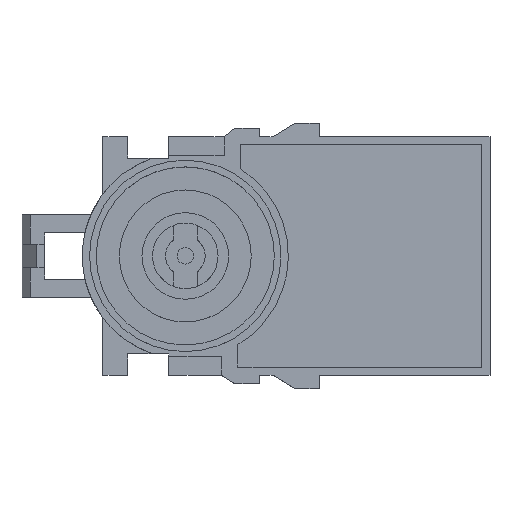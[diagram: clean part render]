
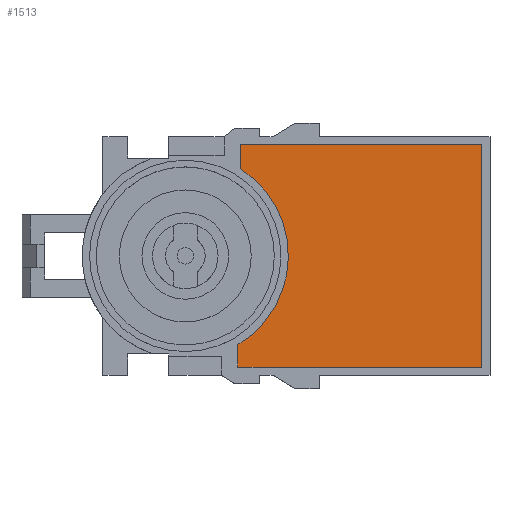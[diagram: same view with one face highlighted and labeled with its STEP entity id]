
A CAD part, top view. The second image highlights one B-rep face of the part: STEP entity #1513.
In plain terms, the highlighted planar face has unit normal (0, 0, 1).
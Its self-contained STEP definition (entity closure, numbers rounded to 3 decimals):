
#39=PLANE('',#1618);
#113=FACE_OUTER_BOUND('',#200,.T.);
#200=EDGE_LOOP('',(#1140,#1141,#1142,#1143,#1144,#1145));
#321=LINE('',#2250,#509);
#324=LINE('',#2255,#512);
#326=LINE('',#2259,#514);
#328=LINE('',#2263,#516);
#330=LINE('',#2267,#518);
#509=VECTOR('',#1802,10.);
#512=VECTOR('',#1807,10.);
#514=VECTOR('',#1811,10.);
#516=VECTOR('',#1815,10.);
#518=VECTOR('',#1819,10.);
#655=CIRCLE('',#1619,12.5);
#727=VERTEX_POINT('',#2247);
#728=VERTEX_POINT('',#2249);
#729=VERTEX_POINT('',#2253);
#730=VERTEX_POINT('',#2257);
#731=VERTEX_POINT('',#2261);
#732=VERTEX_POINT('',#2265);
#883=EDGE_CURVE('',#728,#727,#321,.T.);
#886=EDGE_CURVE('',#727,#729,#324,.T.);
#888=EDGE_CURVE('',#729,#730,#326,.T.);
#890=EDGE_CURVE('',#730,#731,#328,.T.);
#892=EDGE_CURVE('',#731,#732,#330,.T.);
#893=EDGE_CURVE('',#732,#728,#655,.T.);
#1140=ORIENTED_EDGE('',*,*,#883,.T.);
#1141=ORIENTED_EDGE('',*,*,#886,.T.);
#1142=ORIENTED_EDGE('',*,*,#888,.T.);
#1143=ORIENTED_EDGE('',*,*,#890,.T.);
#1144=ORIENTED_EDGE('',*,*,#892,.T.);
#1145=ORIENTED_EDGE('',*,*,#893,.T.);
#1513=ADVANCED_FACE('',(#113),#39,.F.);
#1618=AXIS2_PLACEMENT_3D('',#2268,#1820,#1821);
#1619=AXIS2_PLACEMENT_3D('',#2269,#1822,#1823);
#1802=DIRECTION('',(0.,-1.,0.));
#1807=DIRECTION('',(1.,0.,0.));
#1811=DIRECTION('',(0.,1.,0.));
#1815=DIRECTION('',(-1.,0.,0.));
#1819=DIRECTION('',(0.,-1.,0.));
#1820=DIRECTION('center_axis',(0.,0.,-1.));
#1821=DIRECTION('ref_axis',(-1.,0.,0.));
#1822=DIRECTION('center_axis',(0.,0.,-1.));
#1823=DIRECTION('ref_axis',(1.,0.,0.));
#2247=CARTESIAN_POINT('',(6.386,-13.475,0.));
#2249=CARTESIAN_POINT('',(6.386,-10.745,0.));
#2250=CARTESIAN_POINT('',(6.386,-6.738,0.));
#2253=CARTESIAN_POINT('',(35.95,-13.475,0.));
#2255=CARTESIAN_POINT('',(24.713,-13.475,0.));
#2257=CARTESIAN_POINT('',(35.95,13.475,0.));
#2259=CARTESIAN_POINT('',(35.95,6.738,0.));
#2261=CARTESIAN_POINT('',(6.689,13.475,0.));
#2263=CARTESIAN_POINT('',(10.082,13.475,0.));
#2265=CARTESIAN_POINT('',(6.689,10.56,0.));
#2267=CARTESIAN_POINT('',(6.689,5.28,0.));
#2268=CARTESIAN_POINT('Origin',(13.475,0.,0.));
#2269=CARTESIAN_POINT('Origin',(0.,0.,0.));
